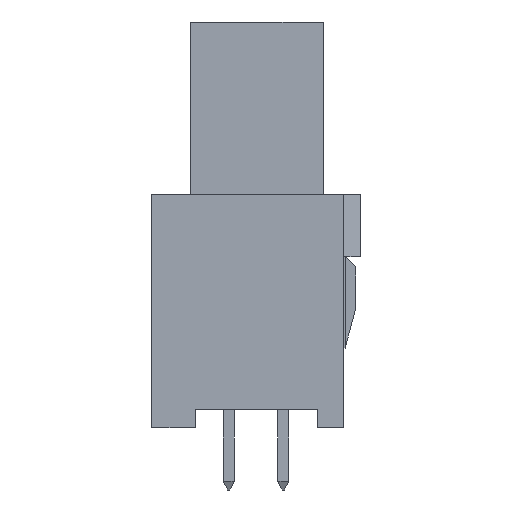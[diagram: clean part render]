
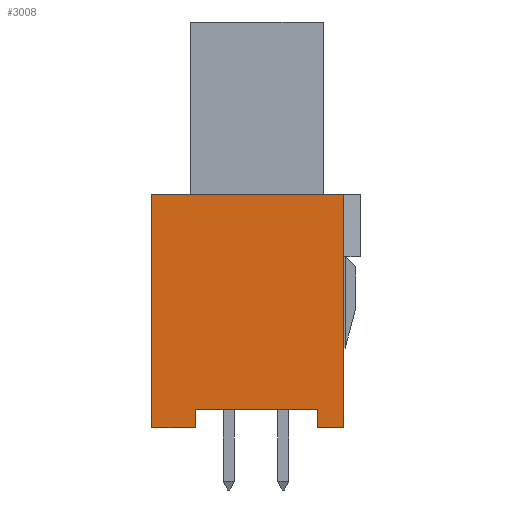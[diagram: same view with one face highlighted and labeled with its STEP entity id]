
A CAD part, left-side view. The second image highlights one B-rep face of the part: STEP entity #3008.
In plain terms, the highlighted planar face has unit normal (-1, 0, 0).
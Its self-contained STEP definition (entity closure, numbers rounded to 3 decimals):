
#83 = PLANE('',#84);
#84 = AXIS2_PLACEMENT_3D('',#85,#86,#87);
#85 = CARTESIAN_POINT('',(-2.63,-3.575,10.92));
#86 = DIRECTION('',(0.,0.,1.));
#87 = DIRECTION('',(-1.,0.,0.));
#170 = PLANE('',#171);
#171 = AXIS2_PLACEMENT_3D('',#172,#173,#174);
#172 = CARTESIAN_POINT('',(12.79,-2.8,10.92));
#173 = DIRECTION('',(0.,1.,0.));
#174 = DIRECTION('',(-1.,0.,0.));
#695 = VERTEX_POINT('',#696);
#696 = CARTESIAN_POINT('',(-2.63,6.175,10.92));
#710 = PLANE('',#711);
#711 = AXIS2_PLACEMENT_3D('',#712,#713,#714);
#712 = CARTESIAN_POINT('',(5.08,6.175,5.47));
#713 = DIRECTION('',(0.,1.,0.));
#714 = DIRECTION('',(-1.,0.,0.));
#722 = EDGE_CURVE('',#723,#695,#725,.T.);
#723 = VERTEX_POINT('',#724);
#724 = CARTESIAN_POINT('',(-2.63,-2.8,10.92));
#725 = SURFACE_CURVE('',#726,(#730,#737),.PCURVE_S1.);
#726 = LINE('',#727,#728);
#727 = CARTESIAN_POINT('',(-2.63,-2.8,10.92));
#728 = VECTOR('',#729,1.);
#729 = DIRECTION('',(0.,1.,0.));
#730 = PCURVE('',#83,#731);
#731 = DEFINITIONAL_REPRESENTATION('',(#732),#736);
#732 = LINE('',#733,#734);
#733 = CARTESIAN_POINT('',(0.,-0.775));
#734 = VECTOR('',#735,1.);
#735 = DIRECTION('',(0.,-1.));
#736 = ( GEOMETRIC_REPRESENTATION_CONTEXT(2) 
PARAMETRIC_REPRESENTATION_CONTEXT() REPRESENTATION_CONTEXT('2D SPACE',''
  ) );
#737 = PCURVE('',#738,#743);
#738 = PLANE('',#739);
#739 = AXIS2_PLACEMENT_3D('',#740,#741,#742);
#740 = CARTESIAN_POINT('',(-2.63,-3.575,0.02));
#741 = DIRECTION('',(-1.,0.,0.));
#742 = DIRECTION('',(0.,0.,1.));
#743 = DEFINITIONAL_REPRESENTATION('',(#744),#748);
#744 = LINE('',#745,#746);
#745 = CARTESIAN_POINT('',(10.9,0.775));
#746 = VECTOR('',#747,1.);
#747 = DIRECTION('',(0.,1.));
#748 = ( GEOMETRIC_REPRESENTATION_CONTEXT(2) 
PARAMETRIC_REPRESENTATION_CONTEXT() REPRESENTATION_CONTEXT('2D SPACE',''
  ) );
#1435 = VERTEX_POINT('',#1436);
#1436 = CARTESIAN_POINT('',(-2.63,-2.8,0.02));
#1450 = PLANE('',#1451);
#1451 = AXIS2_PLACEMENT_3D('',#1452,#1453,#1454);
#1452 = CARTESIAN_POINT('',(12.79,-3.575,0.02));
#1453 = DIRECTION('',(0.,0.,-1.));
#1454 = DIRECTION('',(0.,-1.,0.));
#1462 = EDGE_CURVE('',#1435,#723,#1463,.T.);
#1463 = SURFACE_CURVE('',#1464,(#1468,#1475),.PCURVE_S1.);
#1464 = LINE('',#1465,#1466);
#1465 = CARTESIAN_POINT('',(-2.63,-2.8,0.02));
#1466 = VECTOR('',#1467,1.);
#1467 = DIRECTION('',(0.,0.,1.));
#1468 = PCURVE('',#170,#1469);
#1469 = DEFINITIONAL_REPRESENTATION('',(#1470),#1474);
#1470 = LINE('',#1471,#1472);
#1471 = CARTESIAN_POINT('',(15.42,-10.9));
#1472 = VECTOR('',#1473,1.);
#1473 = DIRECTION('',(0.,1.));
#1474 = ( GEOMETRIC_REPRESENTATION_CONTEXT(2) 
PARAMETRIC_REPRESENTATION_CONTEXT() REPRESENTATION_CONTEXT('2D SPACE',''
  ) );
#1475 = PCURVE('',#738,#1476);
#1476 = DEFINITIONAL_REPRESENTATION('',(#1477),#1481);
#1477 = LINE('',#1478,#1479);
#1478 = CARTESIAN_POINT('',(0.,0.775));
#1479 = VECTOR('',#1480,1.);
#1480 = DIRECTION('',(1.,0.));
#1481 = ( GEOMETRIC_REPRESENTATION_CONTEXT(2) 
PARAMETRIC_REPRESENTATION_CONTEXT() REPRESENTATION_CONTEXT('2D SPACE',''
  ) );
#1758 = PLANE('',#1759);
#1759 = AXIS2_PLACEMENT_3D('',#1760,#1761,#1762);
#1760 = CARTESIAN_POINT('',(-1.53,6.175,0.87));
#1761 = DIRECTION('',(0.,0.,1.));
#1762 = DIRECTION('',(-1.,0.,0.));
#2807 = PLANE('',#2808);
#2808 = AXIS2_PLACEMENT_3D('',#2809,#2810,#2811);
#2809 = CARTESIAN_POINT('',(12.79,-3.575,0.02));
#2810 = DIRECTION('',(0.,0.,-1.));
#2811 = DIRECTION('',(0.,-1.,0.));
#2948 = PLANE('',#2949);
#2949 = AXIS2_PLACEMENT_3D('',#2950,#2951,#2952);
#2950 = CARTESIAN_POINT('',(-2.63,4.125,0.87));
#2951 = DIRECTION('',(0.,1.,0.));
#2952 = DIRECTION('',(-1.,0.,0.));
#2965 = VERTEX_POINT('',#2966);
#2966 = CARTESIAN_POINT('',(-2.63,6.175,0.02));
#2987 = EDGE_CURVE('',#2965,#695,#2988,.T.);
#2988 = SURFACE_CURVE('',#2989,(#2993,#3000),.PCURVE_S1.);
#2989 = LINE('',#2990,#2991);
#2990 = CARTESIAN_POINT('',(-2.63,6.175,0.02));
#2991 = VECTOR('',#2992,1.);
#2992 = DIRECTION('',(0.,0.,1.));
#2993 = PCURVE('',#710,#2994);
#2994 = DEFINITIONAL_REPRESENTATION('',(#2995),#2999);
#2995 = LINE('',#2996,#2997);
#2996 = CARTESIAN_POINT('',(7.71,-5.45));
#2997 = VECTOR('',#2998,1.);
#2998 = DIRECTION('',(0.,1.));
#2999 = ( GEOMETRIC_REPRESENTATION_CONTEXT(2) 
PARAMETRIC_REPRESENTATION_CONTEXT() REPRESENTATION_CONTEXT('2D SPACE',''
  ) );
#3000 = PCURVE('',#738,#3001);
#3001 = DEFINITIONAL_REPRESENTATION('',(#3002),#3006);
#3002 = LINE('',#3003,#3004);
#3003 = CARTESIAN_POINT('',(0.,9.75));
#3004 = VECTOR('',#3005,1.);
#3005 = DIRECTION('',(1.,0.));
#3006 = ( GEOMETRIC_REPRESENTATION_CONTEXT(2) 
PARAMETRIC_REPRESENTATION_CONTEXT() REPRESENTATION_CONTEXT('2D SPACE',''
  ) );
#3008 = ADVANCED_FACE('',(#3009),#738,.T.);
#3009 = FACE_BOUND('',#3010,.T.);
#3010 = EDGE_LOOP('',(#3011,#3012,#3013,#3036,#3059,#3082,#3110,#3131));
#3011 = ORIENTED_EDGE('',*,*,#722,.T.);
#3012 = ORIENTED_EDGE('',*,*,#2987,.F.);
#3013 = ORIENTED_EDGE('',*,*,#3014,.F.);
#3014 = EDGE_CURVE('',#3015,#2965,#3017,.T.);
#3015 = VERTEX_POINT('',#3016);
#3016 = CARTESIAN_POINT('',(-2.63,4.125,0.02));
#3017 = SURFACE_CURVE('',#3018,(#3022,#3029),.PCURVE_S1.);
#3018 = LINE('',#3019,#3020);
#3019 = CARTESIAN_POINT('',(-2.63,4.125,0.02));
#3020 = VECTOR('',#3021,1.);
#3021 = DIRECTION('',(0.,1.,0.));
#3022 = PCURVE('',#738,#3023);
#3023 = DEFINITIONAL_REPRESENTATION('',(#3024),#3028);
#3024 = LINE('',#3025,#3026);
#3025 = CARTESIAN_POINT('',(0.,7.7));
#3026 = VECTOR('',#3027,1.);
#3027 = DIRECTION('',(0.,1.));
#3028 = ( GEOMETRIC_REPRESENTATION_CONTEXT(2) 
PARAMETRIC_REPRESENTATION_CONTEXT() REPRESENTATION_CONTEXT('2D SPACE',''
  ) );
#3029 = PCURVE('',#2807,#3030);
#3030 = DEFINITIONAL_REPRESENTATION('',(#3031),#3035);
#3031 = LINE('',#3032,#3033);
#3032 = CARTESIAN_POINT('',(-7.7,15.42));
#3033 = VECTOR('',#3034,1.);
#3034 = DIRECTION('',(-1.,0.));
#3035 = ( GEOMETRIC_REPRESENTATION_CONTEXT(2) 
PARAMETRIC_REPRESENTATION_CONTEXT() REPRESENTATION_CONTEXT('2D SPACE',''
  ) );
#3036 = ORIENTED_EDGE('',*,*,#3037,.T.);
#3037 = EDGE_CURVE('',#3015,#3038,#3040,.T.);
#3038 = VERTEX_POINT('',#3039);
#3039 = CARTESIAN_POINT('',(-2.63,4.125,0.87));
#3040 = SURFACE_CURVE('',#3041,(#3045,#3052),.PCURVE_S1.);
#3041 = LINE('',#3042,#3043);
#3042 = CARTESIAN_POINT('',(-2.63,4.125,0.02));
#3043 = VECTOR('',#3044,1.);
#3044 = DIRECTION('',(0.,0.,1.));
#3045 = PCURVE('',#738,#3046);
#3046 = DEFINITIONAL_REPRESENTATION('',(#3047),#3051);
#3047 = LINE('',#3048,#3049);
#3048 = CARTESIAN_POINT('',(0.,7.7));
#3049 = VECTOR('',#3050,1.);
#3050 = DIRECTION('',(1.,0.));
#3051 = ( GEOMETRIC_REPRESENTATION_CONTEXT(2) 
PARAMETRIC_REPRESENTATION_CONTEXT() REPRESENTATION_CONTEXT('2D SPACE',''
  ) );
#3052 = PCURVE('',#2948,#3053);
#3053 = DEFINITIONAL_REPRESENTATION('',(#3054),#3058);
#3054 = LINE('',#3055,#3056);
#3055 = CARTESIAN_POINT('',(0.,-0.85));
#3056 = VECTOR('',#3057,1.);
#3057 = DIRECTION('',(0.,1.));
#3058 = ( GEOMETRIC_REPRESENTATION_CONTEXT(2) 
PARAMETRIC_REPRESENTATION_CONTEXT() REPRESENTATION_CONTEXT('2D SPACE',''
  ) );
#3059 = ORIENTED_EDGE('',*,*,#3060,.F.);
#3060 = EDGE_CURVE('',#3061,#3038,#3063,.T.);
#3061 = VERTEX_POINT('',#3062);
#3062 = CARTESIAN_POINT('',(-2.63,-1.575,0.87));
#3063 = SURFACE_CURVE('',#3064,(#3068,#3075),.PCURVE_S1.);
#3064 = LINE('',#3065,#3066);
#3065 = CARTESIAN_POINT('',(-2.63,-1.575,0.87));
#3066 = VECTOR('',#3067,1.);
#3067 = DIRECTION('',(0.,1.,0.));
#3068 = PCURVE('',#738,#3069);
#3069 = DEFINITIONAL_REPRESENTATION('',(#3070),#3074);
#3070 = LINE('',#3071,#3072);
#3071 = CARTESIAN_POINT('',(0.85,2.));
#3072 = VECTOR('',#3073,1.);
#3073 = DIRECTION('',(0.,1.));
#3074 = ( GEOMETRIC_REPRESENTATION_CONTEXT(2) 
PARAMETRIC_REPRESENTATION_CONTEXT() REPRESENTATION_CONTEXT('2D SPACE',''
  ) );
#3075 = PCURVE('',#1758,#3076);
#3076 = DEFINITIONAL_REPRESENTATION('',(#3077),#3081);
#3077 = LINE('',#3078,#3079);
#3078 = CARTESIAN_POINT('',(1.1,7.75));
#3079 = VECTOR('',#3080,1.);
#3080 = DIRECTION('',(0.,-1.));
#3081 = ( GEOMETRIC_REPRESENTATION_CONTEXT(2) 
PARAMETRIC_REPRESENTATION_CONTEXT() REPRESENTATION_CONTEXT('2D SPACE',''
  ) );
#3082 = ORIENTED_EDGE('',*,*,#3083,.F.);
#3083 = EDGE_CURVE('',#3084,#3061,#3086,.T.);
#3084 = VERTEX_POINT('',#3085);
#3085 = CARTESIAN_POINT('',(-2.63,-1.575,0.02));
#3086 = SURFACE_CURVE('',#3087,(#3091,#3098),.PCURVE_S1.);
#3087 = LINE('',#3088,#3089);
#3088 = CARTESIAN_POINT('',(-2.63,-1.575,0.02));
#3089 = VECTOR('',#3090,1.);
#3090 = DIRECTION('',(0.,0.,1.));
#3091 = PCURVE('',#738,#3092);
#3092 = DEFINITIONAL_REPRESENTATION('',(#3093),#3097);
#3093 = LINE('',#3094,#3095);
#3094 = CARTESIAN_POINT('',(0.,2.));
#3095 = VECTOR('',#3096,1.);
#3096 = DIRECTION('',(1.,0.));
#3097 = ( GEOMETRIC_REPRESENTATION_CONTEXT(2) 
PARAMETRIC_REPRESENTATION_CONTEXT() REPRESENTATION_CONTEXT('2D SPACE',''
  ) );
#3098 = PCURVE('',#3099,#3104);
#3099 = PLANE('',#3100);
#3100 = AXIS2_PLACEMENT_3D('',#3101,#3102,#3103);
#3101 = CARTESIAN_POINT('',(-2.63,-1.575,0.02));
#3102 = DIRECTION('',(0.,-1.,0.));
#3103 = DIRECTION('',(0.,0.,-1.));
#3104 = DEFINITIONAL_REPRESENTATION('',(#3105),#3109);
#3105 = LINE('',#3106,#3107);
#3106 = CARTESIAN_POINT('',(0.,0.));
#3107 = VECTOR('',#3108,1.);
#3108 = DIRECTION('',(-1.,0.));
#3109 = ( GEOMETRIC_REPRESENTATION_CONTEXT(2) 
PARAMETRIC_REPRESENTATION_CONTEXT() REPRESENTATION_CONTEXT('2D SPACE',''
  ) );
#3110 = ORIENTED_EDGE('',*,*,#3111,.F.);
#3111 = EDGE_CURVE('',#1435,#3084,#3112,.T.);
#3112 = SURFACE_CURVE('',#3113,(#3117,#3124),.PCURVE_S1.);
#3113 = LINE('',#3114,#3115);
#3114 = CARTESIAN_POINT('',(-2.63,-2.8,0.02));
#3115 = VECTOR('',#3116,1.);
#3116 = DIRECTION('',(0.,1.,0.));
#3117 = PCURVE('',#738,#3118);
#3118 = DEFINITIONAL_REPRESENTATION('',(#3119),#3123);
#3119 = LINE('',#3120,#3121);
#3120 = CARTESIAN_POINT('',(0.,0.775));
#3121 = VECTOR('',#3122,1.);
#3122 = DIRECTION('',(0.,1.));
#3123 = ( GEOMETRIC_REPRESENTATION_CONTEXT(2) 
PARAMETRIC_REPRESENTATION_CONTEXT() REPRESENTATION_CONTEXT('2D SPACE',''
  ) );
#3124 = PCURVE('',#1450,#3125);
#3125 = DEFINITIONAL_REPRESENTATION('',(#3126),#3130);
#3126 = LINE('',#3127,#3128);
#3127 = CARTESIAN_POINT('',(-0.775,15.42));
#3128 = VECTOR('',#3129,1.);
#3129 = DIRECTION('',(-1.,0.));
#3130 = ( GEOMETRIC_REPRESENTATION_CONTEXT(2) 
PARAMETRIC_REPRESENTATION_CONTEXT() REPRESENTATION_CONTEXT('2D SPACE',''
  ) );
#3131 = ORIENTED_EDGE('',*,*,#1462,.T.);
